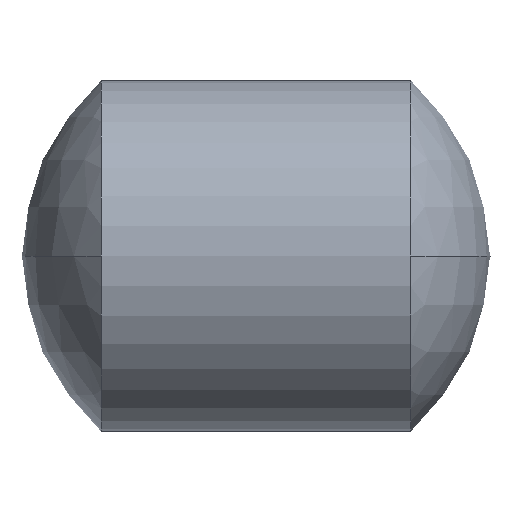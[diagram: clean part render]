
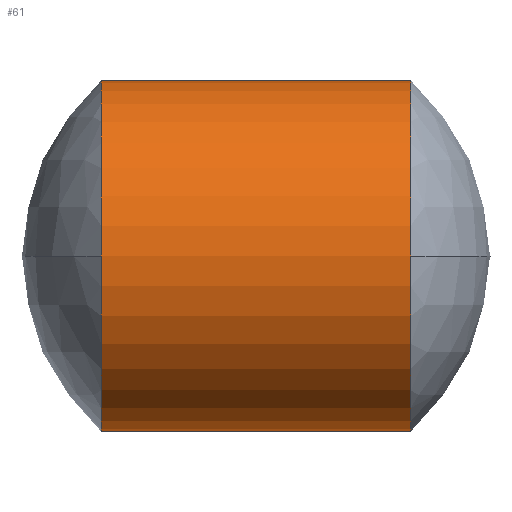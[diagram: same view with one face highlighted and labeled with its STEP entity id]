
A CAD part, front view. The second image highlights one B-rep face of the part: STEP entity #61.
In plain terms, the highlighted cylindrical face has radius 1.5 mm (diameter 3 mm), a partial arc.
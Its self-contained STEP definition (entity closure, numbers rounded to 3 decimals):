
#1 = DIRECTION ( 'NONE',  ( -1., 0., 0. ) ) ;
#9 = VERTEX_POINT ( 'NONE', #54 ) ;
#12 = AXIS2_PLACEMENT_3D ( 'NONE', #246, #307, #193 ) ;
#27 = VERTEX_POINT ( 'NONE', #340 ) ;
#36 = ORIENTED_EDGE ( 'NONE', *, *, #259, .T. ) ;
#40 = AXIS2_PLACEMENT_3D ( 'NONE', #105, #132, #184 ) ;
#54 = CARTESIAN_POINT ( 'NONE',  ( 228.376, 131.845, 0. ) ) ;
#59 = CARTESIAN_POINT ( 'NONE',  ( 228.376, 133.345, -1.5 ) ) ;
#61 = ADVANCED_FACE ( 'NONE', ( #74 ), #217, .T. ) ;
#74 = FACE_OUTER_BOUND ( 'NONE', #250, .T. ) ;
#80 = VECTOR ( 'NONE', #1, 1000. ) ;
#90 = VECTOR ( 'NONE', #131, 1000. ) ;
#101 = CARTESIAN_POINT ( 'NONE',  ( 227.544, 133.345, 0. ) ) ;
#105 = CARTESIAN_POINT ( 'NONE',  ( 231.022, 133.345, 0. ) ) ;
#111 = AXIS2_PLACEMENT_3D ( 'NONE', #329, #120, #172 ) ;
#115 = ORIENTED_EDGE ( 'NONE', *, *, #222, .T. ) ;
#120 = DIRECTION ( 'NONE',  ( -1., 0., 0. ) ) ;
#131 = DIRECTION ( 'NONE',  ( -1., 0., 0. ) ) ;
#132 = DIRECTION ( 'NONE',  ( -1., 0., 0. ) ) ;
#135 = VERTEX_POINT ( 'NONE', #326 ) ;
#138 = CARTESIAN_POINT ( 'NONE',  ( 231.022, 133.345, -1.5 ) ) ;
#145 = CARTESIAN_POINT ( 'NONE',  ( 231.022, 133.345, 0. ) ) ;
#153 = LINE ( 'NONE', #327, #80 ) ;
#161 = LINE ( 'NONE', #293, #90 ) ;
#167 = CARTESIAN_POINT ( 'NONE',  ( 231.022, 131.845, 0. ) ) ;
#169 = DIRECTION ( 'NONE',  ( 0., 0., 1. ) ) ;
#172 = DIRECTION ( 'NONE',  ( 0., 0., 1. ) ) ;
#180 = DIRECTION ( 'NONE',  ( -1., 0., 0. ) ) ;
#184 = DIRECTION ( 'NONE',  ( 0., 0., 1. ) ) ;
#193 = DIRECTION ( 'NONE',  ( 0., 0., 1. ) ) ;
#197 = ORIENTED_EDGE ( 'NONE', *, *, #299, .F. ) ;
#202 = ORIENTED_EDGE ( 'NONE', *, *, #218, .T. ) ;
#205 = EDGE_CURVE ( 'NONE', #341, #266, #161, .T. ) ;
#211 = CIRCLE ( 'NONE', #40, 1.5 ) ;
#217 = CYLINDRICAL_SURFACE ( 'NONE', #274, 1.5 ) ;
#218 = EDGE_CURVE ( 'NONE', #341, #315, #211, .T. ) ;
#222 = EDGE_CURVE ( 'NONE', #27, #135, #153, .T. ) ;
#229 = CIRCLE ( 'NONE', #12, 1.5 ) ;
#234 = ORIENTED_EDGE ( 'NONE', *, *, #205, .F. ) ;
#245 = CIRCLE ( 'NONE', #255, 1.5 ) ;
#246 = CARTESIAN_POINT ( 'NONE',  ( 228.376, 133.345, 0. ) ) ;
#250 = EDGE_LOOP ( 'NONE', ( #234, #202, #36, #115, #301, #197 ) ) ;
#255 = AXIS2_PLACEMENT_3D ( 'NONE', #145, #270, #169 ) ;
#259 = EDGE_CURVE ( 'NONE', #315, #27, #245, .T. ) ;
#266 = VERTEX_POINT ( 'NONE', #59 ) ;
#270 = DIRECTION ( 'NONE',  ( -1., 0., 0. ) ) ;
#274 = AXIS2_PLACEMENT_3D ( 'NONE', #101, #180, #290 ) ;
#290 = DIRECTION ( 'NONE',  ( 0., 0., 1. ) ) ;
#293 = CARTESIAN_POINT ( 'NONE',  ( 227.544, 133.345, -1.5 ) ) ;
#299 = EDGE_CURVE ( 'NONE', #266, #9, #229, .T. ) ;
#300 = EDGE_CURVE ( 'NONE', #9, #135, #324, .T. ) ;
#301 = ORIENTED_EDGE ( 'NONE', *, *, #300, .F. ) ;
#307 = DIRECTION ( 'NONE',  ( -1., 0., 0. ) ) ;
#315 = VERTEX_POINT ( 'NONE', #167 ) ;
#324 = CIRCLE ( 'NONE', #111, 1.5 ) ;
#326 = CARTESIAN_POINT ( 'NONE',  ( 228.376, 133.345, 1.5 ) ) ;
#327 = CARTESIAN_POINT ( 'NONE',  ( 227.544, 133.345, 1.5 ) ) ;
#329 = CARTESIAN_POINT ( 'NONE',  ( 228.376, 133.345, 0. ) ) ;
#340 = CARTESIAN_POINT ( 'NONE',  ( 231.022, 133.345, 1.5 ) ) ;
#341 = VERTEX_POINT ( 'NONE', #138 ) ;
